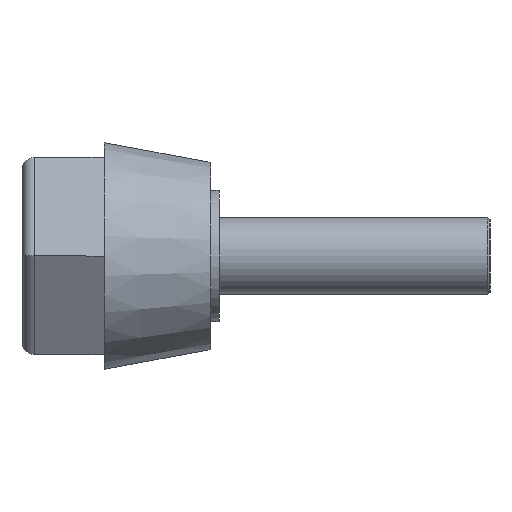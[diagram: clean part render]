
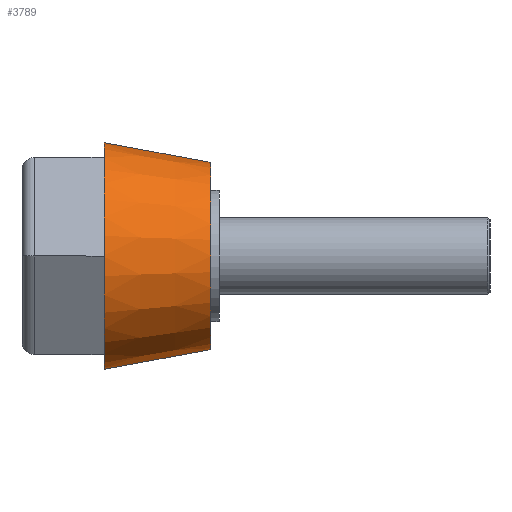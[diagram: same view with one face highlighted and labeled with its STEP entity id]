
A CAD part, left-side view. The second image highlights one B-rep face of the part: STEP entity #3789.
In plain terms, the highlighted conical face has half-angle 10.46 degrees and reference radius 6.9 mm.
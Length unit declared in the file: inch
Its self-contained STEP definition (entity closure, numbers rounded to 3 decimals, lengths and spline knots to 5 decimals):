
#2 = CARTESIAN_POINT ( 'NONE',  ( 0., 0.9252, 0. ) ) ;
#19 = AXIS2_PLACEMENT_3D ( 'NONE', #4114, #1763, #934 ) ;
#93 = DIRECTION ( 'NONE',  ( 0., 0., 1. ) ) ;
#106 = EDGE_LOOP ( 'NONE', ( #2428, #3944, #2487, #1003, #2125, #3070, #3064, #5754, #3564, #1058, #497, #5536 ) ) ;
#130 = DIRECTION ( 'NONE',  ( 0., 0., 1. ) ) ;
#145 = DIRECTION ( 'NONE',  ( 0., -1., 0. ) ) ;
#304 = CARTESIAN_POINT ( 'NONE',  ( 0., 0.9252, 0. ) ) ;
#417 = EDGE_CURVE ( 'NONE', #2506, #2506, #4646, .T. ) ;
#438 = AXIS2_PLACEMENT_3D ( 'NONE', #304, #2121, #747 ) ;
#494 = DIRECTION ( 'NONE',  ( 0., 0., 1. ) ) ;
#497 = ORIENTED_EDGE ( 'NONE', *, *, #5022, .T. ) ;
#518 = CIRCLE ( 'NONE', #4300, 0.27165 ) ;
#521 = AXIS2_PLACEMENT_3D ( 'NONE', #5259, #2580, #5707 ) ;
#537 = CARTESIAN_POINT ( 'NONE',  ( 0., 0.9252, 0. ) ) ;
#551 = DIRECTION ( 'NONE',  ( 0., -1., 0. ) ) ;
#575 = CONICAL_SURFACE ( 'NONE', #5736, 0.27165, 0.183 ) ;
#584 = CIRCLE ( 'NONE', #850, 0.27165 ) ;
#620 = DIRECTION ( 'NONE',  ( 0., -1., 0. ) ) ;
#687 = EDGE_CURVE ( 'NONE', #3398, #3899, #1850, .T. ) ;
#713 = CARTESIAN_POINT ( 'NONE',  ( 0.1375, 0.9252, -0.23429 ) ) ;
#747 = DIRECTION ( 'NONE',  ( 0., 0., 1. ) ) ;
#772 = CARTESIAN_POINT ( 'NONE',  ( 0.13415, 0.9252, -0.23622 ) ) ;
#832 = CARTESIAN_POINT ( 'NONE',  ( -0.27165, 0.9252, 0.00194 ) ) ;
#850 = AXIS2_PLACEMENT_3D ( 'NONE', #2387, #620, #130 ) ;
#865 = CARTESIAN_POINT ( 'NONE',  ( 0., 0.9252, 0. ) ) ;
#883 = CIRCLE ( 'NONE', #4075, 0.27165 ) ;
#927 = DIRECTION ( 'NONE',  ( 0., -1., 0. ) ) ;
#934 = DIRECTION ( 'NONE',  ( 0., 0., 1. ) ) ;
#1003 = ORIENTED_EDGE ( 'NONE', *, *, #4876, .T. ) ;
#1051 = FACE_OUTER_BOUND ( 'NONE', #106, .T. ) ;
#1058 = ORIENTED_EDGE ( 'NONE', *, *, #4202, .T. ) ;
#1254 = CARTESIAN_POINT ( 'NONE',  ( 0., 0.66929, 0. ) ) ;
#1258 = EDGE_CURVE ( 'NONE', #1506, #5794, #2555, .T. ) ;
#1322 = DIRECTION ( 'NONE',  ( 0., -1., 0. ) ) ;
#1336 = DIRECTION ( 'NONE',  ( 0., -1., 0. ) ) ;
#1341 = DIRECTION ( 'NONE',  ( 0., 0., 1. ) ) ;
#1412 = DIRECTION ( 'NONE',  ( 0., 0., 1. ) ) ;
#1435 = VERTEX_POINT ( 'NONE', #4355 ) ;
#1447 = EDGE_CURVE ( 'NONE', #5794, #5621, #2692, .T. ) ;
#1460 = DIRECTION ( 'NONE',  ( 0., 1., 0. ) ) ;
#1496 = FACE_BOUND ( 'NONE', #3925, .T. ) ;
#1506 = VERTEX_POINT ( 'NONE', #3028 ) ;
#1684 = CIRCLE ( 'NONE', #19, 0.27165 ) ;
#1731 = VERTEX_POINT ( 'NONE', #5512 ) ;
#1763 = DIRECTION ( 'NONE',  ( 0., -1., 0. ) ) ;
#1766 = DIRECTION ( 'NONE',  ( 0., 0., 1. ) ) ;
#1850 = CIRCLE ( 'NONE', #2646, 0.27165 ) ;
#1856 = EDGE_CURVE ( 'NONE', #5621, #2567, #5558, .T. ) ;
#1881 = CARTESIAN_POINT ( 'NONE',  ( 0.27165, 0.9252, -0.00194 ) ) ;
#1904 = CIRCLE ( 'NONE', #2245, 0.27165 ) ;
#1910 = CARTESIAN_POINT ( 'NONE',  ( 0., 0.66929, 0.22441 ) ) ;
#2121 = DIRECTION ( 'NONE',  ( 0., -1., 0. ) ) ;
#2125 = ORIENTED_EDGE ( 'NONE', *, *, #1258, .T. ) ;
#2245 = AXIS2_PLACEMENT_3D ( 'NONE', #4047, #2643, #1341 ) ;
#2309 = CIRCLE ( 'NONE', #438, 0.27165 ) ;
#2387 = CARTESIAN_POINT ( 'NONE',  ( 0., 0.9252, 0. ) ) ;
#2428 = ORIENTED_EDGE ( 'NONE', *, *, #687, .T. ) ;
#2487 = ORIENTED_EDGE ( 'NONE', *, *, #4472, .T. ) ;
#2506 = VERTEX_POINT ( 'NONE', #1910 ) ;
#2535 = AXIS2_PLACEMENT_3D ( 'NONE', #865, #1322, #1766 ) ;
#2555 = CIRCLE ( 'NONE', #5636, 0.27165 ) ;
#2567 = VERTEX_POINT ( 'NONE', #5208 ) ;
#2580 = DIRECTION ( 'NONE',  ( 0., -1., 0. ) ) ;
#2643 = DIRECTION ( 'NONE',  ( 0., -1., 0. ) ) ;
#2646 = AXIS2_PLACEMENT_3D ( 'NONE', #537, #3714, #494 ) ;
#2692 = CIRCLE ( 'NONE', #521, 0.27165 ) ;
#2711 = DIRECTION ( 'NONE',  ( 0., 0., 1. ) ) ;
#2825 = DIRECTION ( 'NONE',  ( 0., 0., 1. ) ) ;
#2957 = CARTESIAN_POINT ( 'NONE',  ( 0.27165, 0.9252, 0.00194 ) ) ;
#2987 = ORIENTED_EDGE ( 'NONE', *, *, #417, .T. ) ;
#3022 = CARTESIAN_POINT ( 'NONE',  ( -0.13415, 0.9252, 0.23622 ) ) ;
#3028 = CARTESIAN_POINT ( 'NONE',  ( 0.1375, 0.9252, 0.23429 ) ) ;
#3064 = ORIENTED_EDGE ( 'NONE', *, *, #1856, .T. ) ;
#3070 = ORIENTED_EDGE ( 'NONE', *, *, #1447, .T. ) ;
#3155 = CARTESIAN_POINT ( 'NONE',  ( 0.13415, 0.9252, 0.23622 ) ) ;
#3223 = CIRCLE ( 'NONE', #3882, 0.27165 ) ;
#3269 = VERTEX_POINT ( 'NONE', #2957 ) ;
#3398 = VERTEX_POINT ( 'NONE', #772 ) ;
#3540 = VERTEX_POINT ( 'NONE', #832 ) ;
#3564 = ORIENTED_EDGE ( 'NONE', *, *, #5866, .T. ) ;
#3652 = CARTESIAN_POINT ( 'NONE',  ( 0., 0.9252, 0. ) ) ;
#3714 = DIRECTION ( 'NONE',  ( 0., -1., 0. ) ) ;
#3740 = CARTESIAN_POINT ( 'NONE',  ( 0., 0.9252, 0. ) ) ;
#3789 = ADVANCED_FACE ( 'NONE', ( #1051, #1496 ), #575, .T. ) ;
#3875 = AXIS2_PLACEMENT_3D ( 'NONE', #1254, #5251, #5329 ) ;
#3882 = AXIS2_PLACEMENT_3D ( 'NONE', #2, #1336, #2711 ) ;
#3899 = VERTEX_POINT ( 'NONE', #713 ) ;
#3925 = EDGE_LOOP ( 'NONE', ( #2987 ) ) ;
#3942 = CIRCLE ( 'NONE', #2535, 0.27165 ) ;
#3944 = ORIENTED_EDGE ( 'NONE', *, *, #5369, .T. ) ;
#4018 = VERTEX_POINT ( 'NONE', #4019 ) ;
#4019 = CARTESIAN_POINT ( 'NONE',  ( -0.13415, 0.9252, -0.23622 ) ) ;
#4047 = CARTESIAN_POINT ( 'NONE',  ( 0., 0.9252, 0. ) ) ;
#4075 = AXIS2_PLACEMENT_3D ( 'NONE', #3652, #927, #1412 ) ;
#4114 = CARTESIAN_POINT ( 'NONE',  ( 0., 0.9252, 0. ) ) ;
#4141 = DIRECTION ( 'NONE',  ( 0., -1., 0. ) ) ;
#4202 = EDGE_CURVE ( 'NONE', #1435, #1731, #584, .T. ) ;
#4300 = AXIS2_PLACEMENT_3D ( 'NONE', #5005, #551, #5496 ) ;
#4355 = CARTESIAN_POINT ( 'NONE',  ( -0.27165, 0.9252, -0.00194 ) ) ;
#4472 = EDGE_CURVE ( 'NONE', #5511, #3269, #1904, .T. ) ;
#4646 = CIRCLE ( 'NONE', #3875, 0.22441 ) ;
#4876 = EDGE_CURVE ( 'NONE', #3269, #1506, #3942, .T. ) ;
#5005 = CARTESIAN_POINT ( 'NONE',  ( 0., 0.9252, 0. ) ) ;
#5022 = EDGE_CURVE ( 'NONE', #1731, #4018, #3223, .T. ) ;
#5097 = CARTESIAN_POINT ( 'NONE',  ( 0., 0.9252, 0. ) ) ;
#5101 = EDGE_CURVE ( 'NONE', #4018, #3398, #2309, .T. ) ;
#5152 = CARTESIAN_POINT ( 'NONE',  ( 0., 0.9252, 0. ) ) ;
#5173 = EDGE_CURVE ( 'NONE', #2567, #3540, #883, .T. ) ;
#5208 = CARTESIAN_POINT ( 'NONE',  ( -0.1375, 0.9252, 0.23429 ) ) ;
#5210 = AXIS2_PLACEMENT_3D ( 'NONE', #3740, #145, #5468 ) ;
#5251 = DIRECTION ( 'NONE',  ( 0., 1., 0. ) ) ;
#5259 = CARTESIAN_POINT ( 'NONE',  ( 0., 0.9252, 0. ) ) ;
#5329 = DIRECTION ( 'NONE',  ( 0., 0., 1. ) ) ;
#5369 = EDGE_CURVE ( 'NONE', #3899, #5511, #1684, .T. ) ;
#5468 = DIRECTION ( 'NONE',  ( 0., 0., 1. ) ) ;
#5496 = DIRECTION ( 'NONE',  ( 0., 0., 1. ) ) ;
#5511 = VERTEX_POINT ( 'NONE', #1881 ) ;
#5512 = CARTESIAN_POINT ( 'NONE',  ( -0.1375, 0.9252, -0.23429 ) ) ;
#5536 = ORIENTED_EDGE ( 'NONE', *, *, #5101, .T. ) ;
#5558 = CIRCLE ( 'NONE', #5210, 0.27165 ) ;
#5621 = VERTEX_POINT ( 'NONE', #3022 ) ;
#5636 = AXIS2_PLACEMENT_3D ( 'NONE', #5152, #4141, #2825 ) ;
#5707 = DIRECTION ( 'NONE',  ( 0., 0., 1. ) ) ;
#5736 = AXIS2_PLACEMENT_3D ( 'NONE', #5097, #1460, #93 ) ;
#5754 = ORIENTED_EDGE ( 'NONE', *, *, #5173, .T. ) ;
#5794 = VERTEX_POINT ( 'NONE', #3155 ) ;
#5866 = EDGE_CURVE ( 'NONE', #3540, #1435, #518, .T. ) ;
